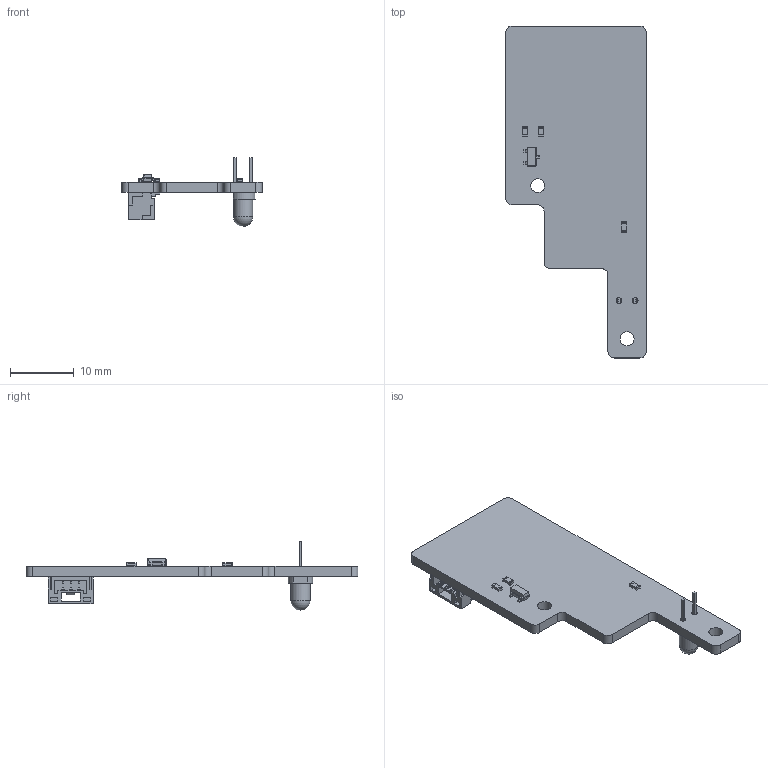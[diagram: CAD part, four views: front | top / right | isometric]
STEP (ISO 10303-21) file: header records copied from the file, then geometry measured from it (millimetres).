
FILE_DESCRIPTION(('KiCad electronic assembly'),'2;1');
FILE_NAME('breakbeam-emitter.step','2025-05-06T22:35:36',('Pcbnew'),( 'Kicad'),'Open CASCADE STEP processor 7.8','KiCad to STEP converter' ,'Unknown');
FILE_SCHEMA(('AUTOMOTIVE_DESIGN { 1 0 10303 214 1 1 1 1 }'));
Length unit declared in the file: millimetre
Products named in the file (10): breakbeam-emitter 1; R_0603_1608Metric; SOT-23; SOT_23; JST_GH_SM03B-GHS-TB_1x03-1MP_P1.25mm_Horizontal; JST_SM03B_GHS_TB; LED_D3.0mm; breakbeam-emitter_PCB
Assembly tree (11 placements, depth 3):
  breakbeam-emitter 1
    R_0603_1608Metric  x3
      R_0603_1608Metric
    SOT-23
      SOT_23
    JST_GH_SM03B-GHS-TB_1x03-1MP_P1.25mm_Horizontal
      JST_SM03B_GHS_TB
    LED_D3.0mm
      LED_D3.0mm
    breakbeam-emitter_PCB
Bounding box: 22 x 52 x 10.8 mm (x, y, z)
Volume: 1472.9 mm3; surface area: 2326.9 mm2
Topology: 7 solids, 7 shells, 364 faces, 964 edges, 622 vertices
Faces by surface type: plane 286, cylinder 50, bspline 27, sphere 1
Full cylindrical faces by diameter (mm): 0.9 x2, 2.2 x2, 3 x1
Entity records: 11702 total; most frequent: CARTESIAN_POINT 1801, ORIENTED_EDGE 1658, DIRECTION 1462, EDGE_CURVE 829, LINE 726, VECTOR 726, VERTEX_POINT 535, AXIS2_PLACEMENT_3D 368
